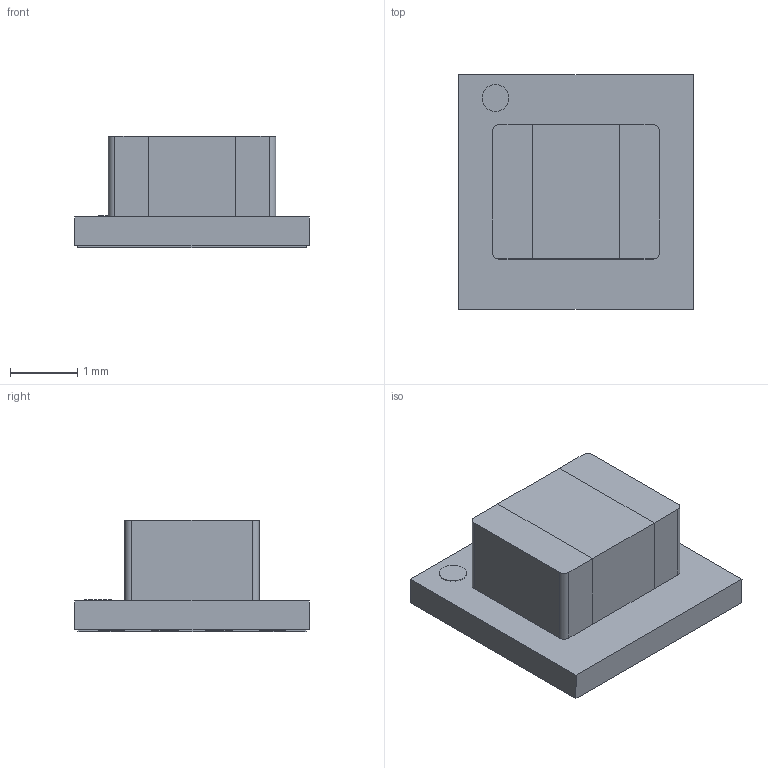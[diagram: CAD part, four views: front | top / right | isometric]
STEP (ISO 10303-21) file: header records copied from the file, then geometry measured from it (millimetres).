
FILE_DESCRIPTION(/* description */ ('Open CASCADE Model'),/* implementation_level */ '2;1');
FILE_NAME(/* name */ 'LMZ21701_export_from_altium.stp',/* time_stamp */ '2019-04-17T08:23:52-05:00',/* author */ ('a0796429'),/* organization */ ('Open CASCADE'),/* preprocessor_version */ 'ST-DEVELOPER v16.5',/* originating_system */ 'Autodesk Inventor 2017',/* authorisation */ 'Unknown');
FILE_SCHEMA (('AUTOMOTIVE_DESIGN { 1 0 10303 214 3 1 1 }'));
Length unit declared in the file: millimetre
Products named in the file (11): LMZ21701_export_from_altium; LMZ21701; SIL0008E; SOLDERMASK-SIL0008E; METAL-SIL0008E; SUBSTRATE-SIP; INDUCTOR-MLV-YT12_ASM; INDUCTOR-BODY-MLV; INDUCTOR-TERMNL-MLV; 1161528056; Extruded
Assembly tree (11 placements, depth 5):
  LMZ21701_export_from_altium
    LMZ21701
      SIL0008E
        SOLDERMASK-SIL0008E
        METAL-SIL0008E
        SUBSTRATE-SIP
        INDUCTOR-MLV-YT12_ASM
          INDUCTOR-BODY-MLV
          INDUCTOR-TERMNL-MLV  x2
      1161528056
        Extruded
Bounding box: 3.5 x 3.5 x 1.66 mm (x, y, z)
Volume: 11.5 mm3; surface area: 83.3 mm2
Topology: 16 solids, 16 shells, 158 faces, 378 edges, 252 vertices
Faces by surface type: plane 154, cylinder 4
Entity records: 4612 total; most frequent: CARTESIAN_POINT 772, ORIENTED_EDGE 720, DIRECTION 708, EDGE_CURVE 360, LINE 356, VECTOR 356, VERTEX_POINT 240, AXIS2_PLACEMENT_3D 176
